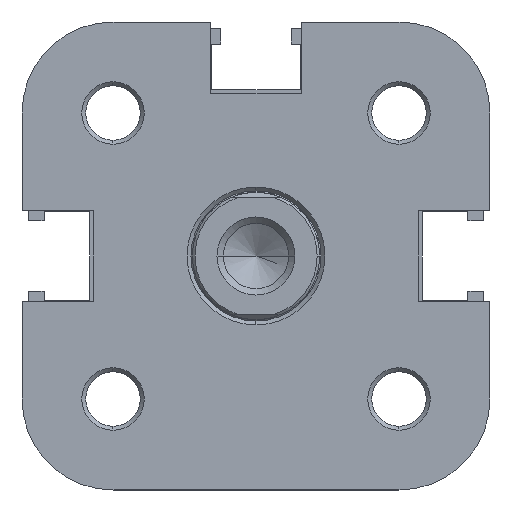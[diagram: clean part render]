
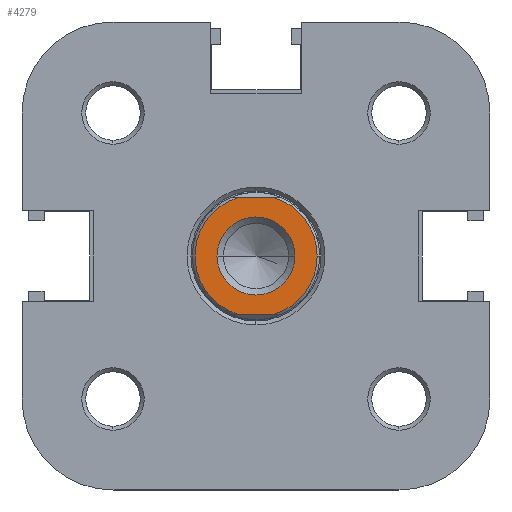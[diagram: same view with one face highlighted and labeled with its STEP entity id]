
A CAD part, left-side view. The second image highlights one B-rep face of the part: STEP entity #4279.
In plain terms, the highlighted face is planar.
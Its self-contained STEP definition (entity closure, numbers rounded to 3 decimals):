
#42 = AXIS2_PLACEMENT_3D ( 'NONE', #2323, #2340, #2284 ) ;
#49 = AXIS2_PLACEMENT_3D ( 'NONE', #1955, #2384, #2429 ) ;
#54 = AXIS2_PLACEMENT_3D ( 'NONE', #2467, #1994, #2291 ) ;
#205 = AXIS2_PLACEMENT_3D ( 'NONE', #5484, #5486, #5487 ) ;
#394 = AXIS2_PLACEMENT_3D ( 'NONE', #6196, #6198, #6199 ) ;
#431 = AXIS2_PLACEMENT_3D ( 'NONE', #6355, #6357, #6358 ) ;
#471 = VECTOR ( 'NONE', #2162, 1000. ) ;
#483 = CIRCLE ( 'NONE', #54, 3. ) ;
#490 = CIRCLE ( 'NONE', #49, 4.7 ) ;
#1417 = CIRCLE ( 'NONE', #431, 4.7 ) ;
#1499 = EDGE_CURVE ( 'NONE', #3077, #3025, #1535, .T. ) ;
#1502 = EDGE_CURVE ( 'NONE', #3194, #3025, #1930, .T. ) ;
#1508 = EDGE_CURVE ( 'NONE', #3034, #3113, #490, .T. ) ;
#1509 = EDGE_CURVE ( 'NONE', #3113, #3194, #1565, .T. ) ;
#1516 = EDGE_CURVE ( 'NONE', #3119, #3043, #483, .T. ) ;
#1535 = LINE ( 'NONE', #2095, #1620 ) ;
#1565 = LINE ( 'NONE', #2489, #471 ) ;
#1620 = VECTOR ( 'NONE', #1963, 1000. ) ;
#1810 = EDGE_LOOP ( 'NONE', ( #2798, #2754, #2777, #2735, #2757 ) ) ;
#1849 = EDGE_LOOP ( 'NONE', ( #2749, #2803 ) ) ;
#1930 = CIRCLE ( 'NONE', #42, 4.7 ) ;
#1955 = CARTESIAN_POINT ( 'NONE',  ( 549., 0., 0. ) ) ;
#1963 = DIRECTION ( 'NONE',  ( 0., 0., 1. ) ) ;
#1994 = DIRECTION ( 'NONE',  ( 1., 0., 0. ) ) ;
#2095 = CARTESIAN_POINT ( 'NONE',  ( 549., 4.5, -10. ) ) ;
#2162 = DIRECTION ( 'NONE',  ( 0., 0., 1. ) ) ;
#2284 = DIRECTION ( 'NONE',  ( 0., 0., -1. ) ) ;
#2291 = DIRECTION ( 'NONE',  ( 0., 0., -1. ) ) ;
#2323 = CARTESIAN_POINT ( 'NONE',  ( 549., 0., 0. ) ) ;
#2340 = DIRECTION ( 'NONE',  ( -1., 0., 0. ) ) ;
#2384 = DIRECTION ( 'NONE',  ( -1., 0., 0. ) ) ;
#2429 = DIRECTION ( 'NONE',  ( 0., 0., -1. ) ) ;
#2467 = CARTESIAN_POINT ( 'NONE',  ( 549., 0., 0. ) ) ;
#2489 = CARTESIAN_POINT ( 'NONE',  ( 549., -4.5, -10. ) ) ;
#2735 = ORIENTED_EDGE ( 'NONE', *, *, #1508, .F. ) ;
#2749 = ORIENTED_EDGE ( 'NONE', *, *, #1516, .F. ) ;
#2754 = ORIENTED_EDGE ( 'NONE', *, *, #1502, .F. ) ;
#2757 = ORIENTED_EDGE ( 'NONE', *, *, #6577, .F. ) ;
#2777 = ORIENTED_EDGE ( 'NONE', *, *, #1509, .F. ) ;
#2798 = ORIENTED_EDGE ( 'NONE', *, *, #1499, .T. ) ;
#2803 = ORIENTED_EDGE ( 'NONE', *, *, #6515, .F. ) ;
#3025 = VERTEX_POINT ( 'NONE', #5250 ) ;
#3034 = VERTEX_POINT ( 'NONE', #5259 ) ;
#3043 = VERTEX_POINT ( 'NONE', #5268 ) ;
#3077 = VERTEX_POINT ( 'NONE', #5302 ) ;
#3113 = VERTEX_POINT ( 'NONE', #5336 ) ;
#3119 = VERTEX_POINT ( 'NONE', #5341 ) ;
#3194 = VERTEX_POINT ( 'NONE', #5396 ) ;
#3873 = FACE_BOUND ( 'NONE', #1849, .T. ) ;
#3882 = FACE_OUTER_BOUND ( 'NONE', #1810, .T. ) ;
#4252 = CIRCLE ( 'NONE', #394, 3. ) ;
#4279 = ADVANCED_FACE ( 'NONE', ( #3873, #3882 ), #5485, .F. ) ;
#5250 = CARTESIAN_POINT ( 'NONE',  ( 549., 4.5, 1.356 ) ) ;
#5259 = CARTESIAN_POINT ( 'NONE',  ( 549., 0., -4.7 ) ) ;
#5268 = CARTESIAN_POINT ( 'NONE',  ( 549., 0., -3. ) ) ;
#5302 = CARTESIAN_POINT ( 'NONE',  ( 549., 4.5, -1.356 ) ) ;
#5336 = CARTESIAN_POINT ( 'NONE',  ( 549., -4.5, -1.356 ) ) ;
#5341 = CARTESIAN_POINT ( 'NONE',  ( 549., 0., 3. ) ) ;
#5396 = CARTESIAN_POINT ( 'NONE',  ( 549., -4.5, 1.356 ) ) ;
#5484 = CARTESIAN_POINT ( 'NONE',  ( 549., 0., 0. ) ) ;
#5485 = PLANE ( 'NONE',  #205 ) ;
#5486 = DIRECTION ( 'NONE',  ( -1., 0., 0. ) ) ;
#5487 = DIRECTION ( 'NONE',  ( 0., 0., -1. ) ) ;
#6196 = CARTESIAN_POINT ( 'NONE',  ( 549., 0., 0. ) ) ;
#6198 = DIRECTION ( 'NONE',  ( 1., 0., 0. ) ) ;
#6199 = DIRECTION ( 'NONE',  ( 0., 0., -1. ) ) ;
#6355 = CARTESIAN_POINT ( 'NONE',  ( 549., 0., 0. ) ) ;
#6357 = DIRECTION ( 'NONE',  ( -1., 0., 0. ) ) ;
#6358 = DIRECTION ( 'NONE',  ( 0., 0., -1. ) ) ;
#6515 = EDGE_CURVE ( 'NONE', #3043, #3119, #4252, .T. ) ;
#6577 = EDGE_CURVE ( 'NONE', #3077, #3034, #1417, .T. ) ;
